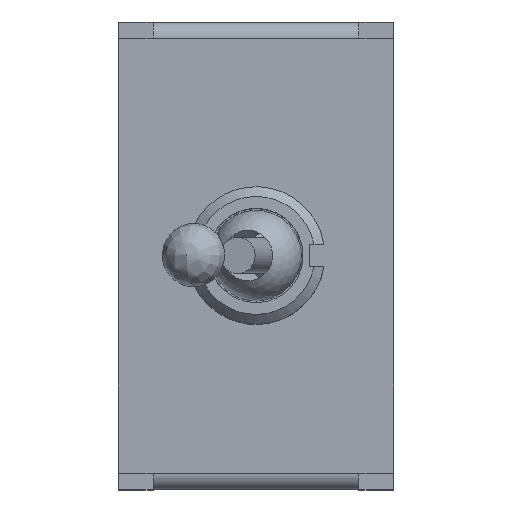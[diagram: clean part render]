
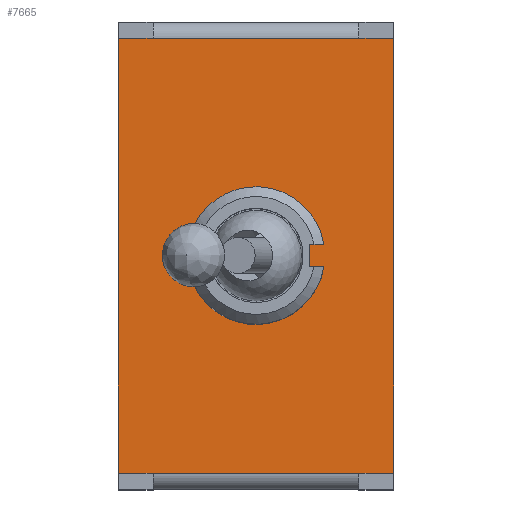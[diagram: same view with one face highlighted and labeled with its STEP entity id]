
A CAD part, top view. The second image highlights one B-rep face of the part: STEP entity #7665.
In plain terms, the highlighted planar face has unit normal (0, 0, 1).
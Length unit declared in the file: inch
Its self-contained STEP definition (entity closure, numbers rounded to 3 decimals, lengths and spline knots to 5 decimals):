
#187=FACE_BOUND('',#741,.T.);
#276=FACE_OUTER_BOUND('',#740,.T.);
#740=EDGE_LOOP('',(#5095,#5096,#5097,#5098,#5099,#5100,#5101,#5102));
#741=EDGE_LOOP('',(#5103,#5104,#5105,#5106));
#1216=LINE('',#11276,#2104);
#1219=LINE('',#11282,#2107);
#1221=LINE('',#11285,#2109);
#1223=LINE('',#11304,#2111);
#1224=LINE('',#11306,#2112);
#1225=LINE('',#11308,#2113);
#1226=LINE('',#11310,#2114);
#1227=LINE('',#11312,#2115);
#1228=LINE('',#11314,#2116);
#1229=LINE('',#11316,#2117);
#1230=LINE('',#11317,#2118);
#2104=VECTOR('',#8889,0.3937);
#2107=VECTOR('',#8894,0.3937);
#2109=VECTOR('',#8898,0.3937);
#2111=VECTOR('',#8920,0.3937);
#2112=VECTOR('',#8921,0.3937);
#2113=VECTOR('',#8922,0.3937);
#2114=VECTOR('',#8923,0.3937);
#2115=VECTOR('',#8924,0.3937);
#2116=VECTOR('',#8925,0.3937);
#2117=VECTOR('',#8926,0.3937);
#2118=VECTOR('',#8927,0.3937);
#2991=CIRCLE('',#8152,0.125);
#3197=VERTEX_POINT('',#11273);
#3198=VERTEX_POINT('',#11275);
#3199=VERTEX_POINT('',#11279);
#3200=VERTEX_POINT('',#11281);
#3206=VERTEX_POINT('',#11302);
#3207=VERTEX_POINT('',#11303);
#3208=VERTEX_POINT('',#11305);
#3209=VERTEX_POINT('',#11307);
#3210=VERTEX_POINT('',#11309);
#3211=VERTEX_POINT('',#11311);
#3212=VERTEX_POINT('',#11313);
#3213=VERTEX_POINT('',#11315);
#3911=EDGE_CURVE('',#3198,#3197,#1216,.T.);
#3914=EDGE_CURVE('',#3200,#3199,#1219,.T.);
#3916=EDGE_CURVE('',#3199,#3198,#1221,.T.);
#3917=EDGE_CURVE('',#3197,#3200,#2991,.T.);
#3925=EDGE_CURVE('',#3206,#3207,#1223,.T.);
#3926=EDGE_CURVE('',#3206,#3208,#1224,.T.);
#3927=EDGE_CURVE('',#3208,#3209,#1225,.T.);
#3928=EDGE_CURVE('',#3210,#3209,#1226,.T.);
#3929=EDGE_CURVE('',#3210,#3211,#1227,.T.);
#3930=EDGE_CURVE('',#3211,#3212,#1228,.T.);
#3931=EDGE_CURVE('',#3212,#3213,#1229,.T.);
#3932=EDGE_CURVE('',#3207,#3213,#1230,.T.);
#5095=ORIENTED_EDGE('',*,*,#3925,.F.);
#5096=ORIENTED_EDGE('',*,*,#3926,.T.);
#5097=ORIENTED_EDGE('',*,*,#3927,.T.);
#5098=ORIENTED_EDGE('',*,*,#3928,.F.);
#5099=ORIENTED_EDGE('',*,*,#3929,.T.);
#5100=ORIENTED_EDGE('',*,*,#3930,.T.);
#5101=ORIENTED_EDGE('',*,*,#3931,.T.);
#5102=ORIENTED_EDGE('',*,*,#3932,.F.);
#5103=ORIENTED_EDGE('',*,*,#3914,.T.);
#5104=ORIENTED_EDGE('',*,*,#3916,.T.);
#5105=ORIENTED_EDGE('',*,*,#3911,.T.);
#5106=ORIENTED_EDGE('',*,*,#3917,.T.);
#7364=PLANE('',#8160);
#7665=ADVANCED_FACE('',(#276,#187),#7364,.T.);
#8152=AXIS2_PLACEMENT_3D('',#11287,#8901,#8902);
#8160=AXIS2_PLACEMENT_3D('',#11301,#8918,#8919);
#8889=DIRECTION('',(1.,0.,0.));
#8894=DIRECTION('',(-1.,0.,0.));
#8898=DIRECTION('',(0.,-1.,0.));
#8901=DIRECTION('center_axis',(0.,0.,
-1.));
#8902=DIRECTION('ref_axis',(0.987,0.161,0.));
#8918=DIRECTION('center_axis',(0.,0.,
1.));
#8919=DIRECTION('ref_axis',(1.,0.,0.));
#8920=DIRECTION('',(-1.,0.,0.));
#8921=DIRECTION('',(1.,0.,0.));
#8922=DIRECTION('',(0.,1.,0.));
#8923=DIRECTION('',(1.,0.,0.));
#8924=DIRECTION('',(-1.,0.,0.));
#8925=DIRECTION('',(-1.,0.,0.));
#8926=DIRECTION('',(0.,-1.,0.));
#8927=DIRECTION('',(-1.,0.,0.));
#11273=CARTESIAN_POINT('',(0.12338,-0.02008,0.41496));
#11275=CARTESIAN_POINT('',(0.09705,-0.02008,0.41496));
#11276=CARTESIAN_POINT('',(0.04852,-0.02008,0.41496));
#11279=CARTESIAN_POINT('',(0.09705,0.02008,0.41496));
#11281=CARTESIAN_POINT('',(0.12338,0.02008,0.41496));
#11282=CARTESIAN_POINT('',(0.06169,0.02008,0.41496));
#11285=CARTESIAN_POINT('',(0.09705,0.20758,0.41496));
#11287=CARTESIAN_POINT('Origin',(0.,0.,
0.41496));
#11301=CARTESIAN_POINT('Origin',(0.,0.39508,
0.41496));
#11302=CARTESIAN_POINT('',(0.18701,-0.39508,0.41496));
#11303=CARTESIAN_POINT('',(-0.18701,-0.39508,0.41496));
#11304=CARTESIAN_POINT('',(0.,-0.39508,0.41496));
#11305=CARTESIAN_POINT('',(0.25,-0.39508,0.41496));
#11306=CARTESIAN_POINT('',(0.18701,-0.39508,0.41496));
#11307=CARTESIAN_POINT('',(0.25,0.39508,0.41496));
#11308=CARTESIAN_POINT('',(0.25,0.39508,0.41496));
#11309=CARTESIAN_POINT('',(0.18701,0.39508,0.41496));
#11310=CARTESIAN_POINT('',(0.18701,0.39508,0.41496));
#11311=CARTESIAN_POINT('',(-0.18701,0.39508,0.41496));
#11312=CARTESIAN_POINT('',(0.,0.39508,0.41496));
#11313=CARTESIAN_POINT('',(-0.25,0.39508,0.41496));
#11314=CARTESIAN_POINT('',(-0.18701,0.39508,0.41496));
#11315=CARTESIAN_POINT('',(-0.25,-0.39508,0.41496));
#11316=CARTESIAN_POINT('',(-0.25,-0.39508,0.41496));
#11317=CARTESIAN_POINT('',(-0.18701,-0.39508,0.41496));
